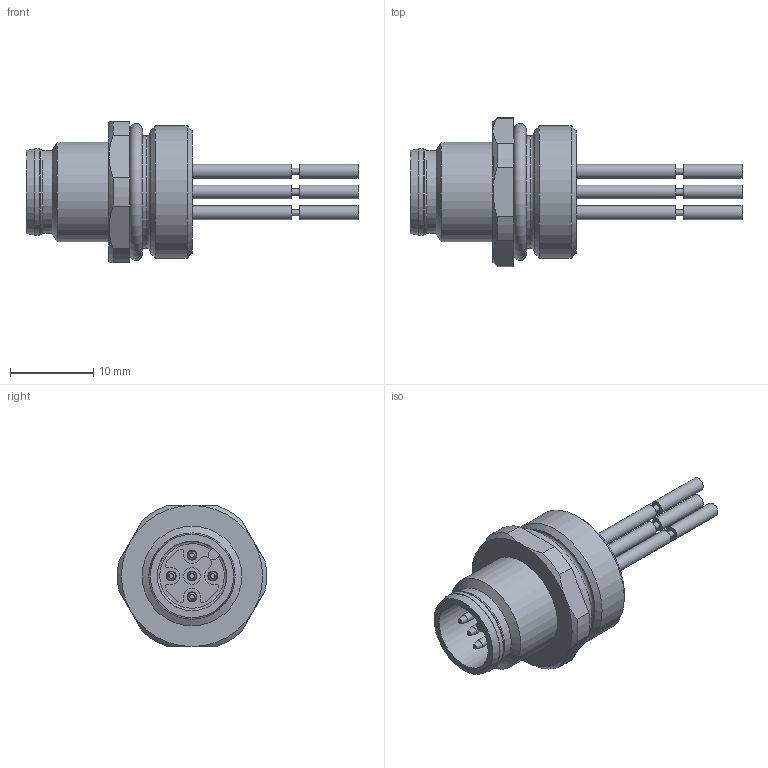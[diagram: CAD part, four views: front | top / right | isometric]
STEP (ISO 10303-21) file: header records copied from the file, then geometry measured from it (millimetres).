
FILE_DESCRIPTION(/* description */ (''),/* implementation_level */ '2;1');
FILE_NAME(/* name */ 'EC-FS5-m_16_stp.stp',/* time_stamp */ '2016-03-09T09:29:33+01:00',/* author */ (''),/* organization */ (''),/* preprocessor_version */ 'ST-DEVELOPER v16',/* originating_system */ 'SIEMENS PLM Software NX 10.0',/* authorisation */ '');
FILE_SCHEMA (('AUTOMOTIVE_DESIGN { 1 0 10303 214 3 1 1 1 }'));
Length unit declared in the file: millimetre
Products named in the file (1): Teil1 Duplicate1
Bounding box: 40 x 17.96 x 17 mm (x, y, z)
Volume: 2795.6 mm3; surface area: 2395.8 mm2
Topology: 1 solids, 1 shells, 126 faces, 281 edges, 184 vertices
Faces by surface type: cylinder 53, plane 47, cone 17, torus 9
Full cylindrical faces by diameter (mm): 0.758 x5, 1 x10, 1.65 x10, 2 x1, 8.375 x1, 9.95 x1, 10.4 x1, 12 x1, 13.5 x1, 16 x1
Entity records: 3120 total; most frequent: DIRECTION 578, CARTESIAN_POINT 551, ORIENTED_EDGE 416, AXIS2_PLACEMENT_3D 257, EDGE_CURVE 208, EDGE_LOOP 204, VERTEX_POINT 162, FACE_BOUND 149
